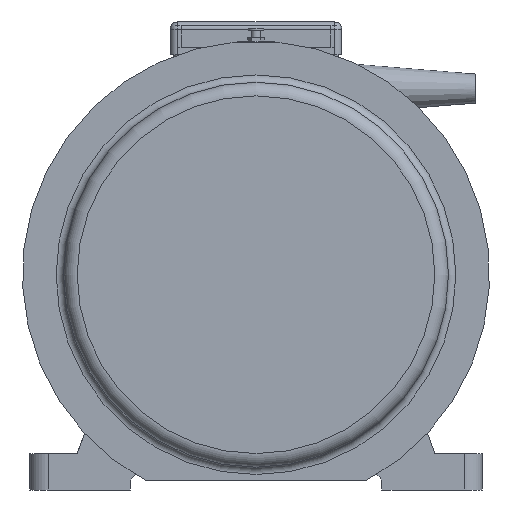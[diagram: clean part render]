
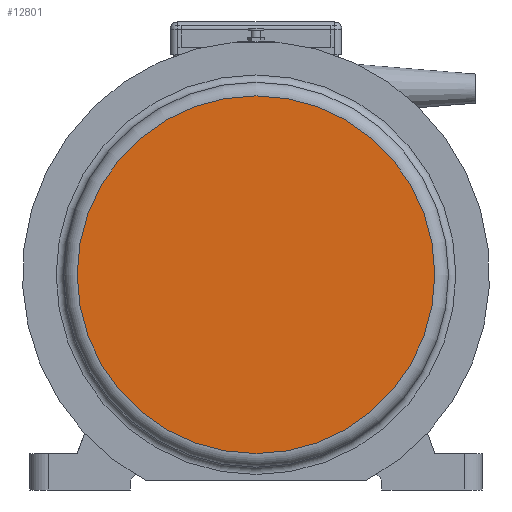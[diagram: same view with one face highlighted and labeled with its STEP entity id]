
A CAD part, left-side view. The second image highlights one B-rep face of the part: STEP entity #12801.
In plain terms, the highlighted planar face has unit normal (-1, 0, 0).
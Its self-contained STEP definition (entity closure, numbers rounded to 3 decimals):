
#1065=PLANE('',#12089);
#1387=ORIENTED_EDGE('',*,*,#4059,.F.);
#3132=CIRCLE('',#12086,98.);
#3454=VERTEX_POINT('',#7708);
#4059=EDGE_CURVE('',#3454,#3454,#3132,.T.);
#4937=EDGE_LOOP('',(#1387));
#5391=FACE_BOUND('',#4937,.T.);
#5845=DIRECTION('',(1.,0.,0.));
#5846=DIRECTION('',(0.,0.,98.));
#5851=DIRECTION('',(-1.,0.,0.));
#5852=DIRECTION('',(0.,1.,0.));
#7708=CARTESIAN_POINT('',(-350.264,157.128,217.271));
#7709=CARTESIAN_POINT('',(-350.264,157.128,119.271));
#7713=CARTESIAN_POINT('',(-350.264,157.128,119.271));
#12086=AXIS2_PLACEMENT_3D('',#7709,#5845,#5846);
#12089=AXIS2_PLACEMENT_3D('',#7713,#5851,#5852);
#12801=ADVANCED_FACE('',(#5391),#1065,.T.);
